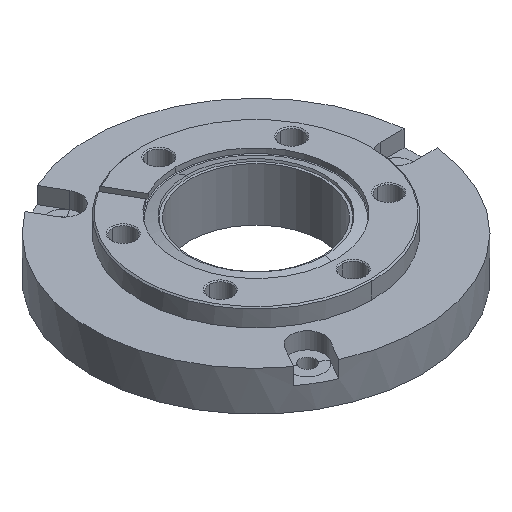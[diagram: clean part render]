
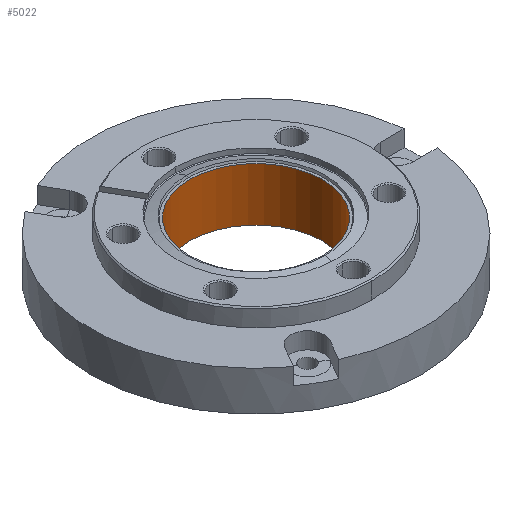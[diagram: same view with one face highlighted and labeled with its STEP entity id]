
A CAD part, isometric view. The second image highlights one B-rep face of the part: STEP entity #5022.
In plain terms, the highlighted cylindrical face has radius 20 mm (diameter 40 mm), a full revolution.
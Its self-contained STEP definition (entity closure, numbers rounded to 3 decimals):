
#4090 = PLANE('',#4091);
#4091 = AXIS2_PLACEMENT_3D('',#4092,#4093,#4094);
#4092 = CARTESIAN_POINT('',(0.,-20.732,16.1));
#4093 = DIRECTION('',(0.,0.,1.));
#4094 = DIRECTION('',(0.,-1.,0.));
#4665 = EDGE_CURVE('',#4666,#4666,#4668,.T.);
#4666 = VERTEX_POINT('',#4667);
#4667 = CARTESIAN_POINT('',(20.,0.,16.1));
#4668 = SURFACE_CURVE('',#4669,(#4674,#4685),.PCURVE_S1.);
#4669 = CIRCLE('',#4670,20.);
#4670 = AXIS2_PLACEMENT_3D('',#4671,#4672,#4673);
#4671 = CARTESIAN_POINT('',(0.,0.,16.1));
#4672 = DIRECTION('',(0.,0.,-1.));
#4673 = DIRECTION('',(1.,0.,0.));
#4674 = PCURVE('',#4090,#4675);
#4675 = DEFINITIONAL_REPRESENTATION('',(#4676),#4684);
#4676 = ( BOUNDED_CURVE() B_SPLINE_CURVE(2,(#4677,#4678,#4679,#4680,
#4681,#4682,#4683),.UNSPECIFIED.,.T.,.F.) B_SPLINE_CURVE_WITH_KNOTS((1,2
    ,2,2,2,1),(-2.094,0.,2.094,4.189,
6.283,8.378),.UNSPECIFIED.) CURVE() 
GEOMETRIC_REPRESENTATION_ITEM() RATIONAL_B_SPLINE_CURVE((1.,0.5,1.,0.5,
1.,0.5,1.)) REPRESENTATION_ITEM('') );
#4677 = CARTESIAN_POINT('',(-20.732,20.));
#4678 = CARTESIAN_POINT('',(13.909,20.));
#4679 = CARTESIAN_POINT('',(-3.411,-10.));
#4680 = CARTESIAN_POINT('',(-20.732,-40.));
#4681 = CARTESIAN_POINT('',(-38.052,-10.));
#4682 = CARTESIAN_POINT('',(-55.373,20.));
#4683 = CARTESIAN_POINT('',(-20.732,20.));
#4684 = ( GEOMETRIC_REPRESENTATION_CONTEXT(2) 
PARAMETRIC_REPRESENTATION_CONTEXT() REPRESENTATION_CONTEXT('2D SPACE',''
  ) );
#4685 = PCURVE('',#4686,#4691);
#4686 = CYLINDRICAL_SURFACE('',#4687,20.);
#4687 = AXIS2_PLACEMENT_3D('',#4688,#4689,#4690);
#4688 = CARTESIAN_POINT('',(0.,0.,-1.));
#4689 = DIRECTION('',(-0.,-0.,-1.));
#4690 = DIRECTION('',(1.,0.,0.));
#4691 = DEFINITIONAL_REPRESENTATION('',(#4692),#4696);
#4692 = LINE('',#4693,#4694);
#4693 = CARTESIAN_POINT('',(-6.283,-17.1));
#4694 = VECTOR('',#4695,1.);
#4695 = DIRECTION('',(1.,-0.));
#4696 = ( GEOMETRIC_REPRESENTATION_CONTEXT(2) 
PARAMETRIC_REPRESENTATION_CONTEXT() REPRESENTATION_CONTEXT('2D SPACE',''
  ) );
#5022 = ADVANCED_FACE('',(#5023),#4686,.F.);
#5023 = FACE_BOUND('',#5024,.T.);
#5024 = EDGE_LOOP('',(#5025,#5058,#5079,#5080));
#5025 = ORIENTED_EDGE('',*,*,#5026,.T.);
#5026 = EDGE_CURVE('',#5027,#5027,#5029,.T.);
#5027 = VERTEX_POINT('',#5028);
#5028 = CARTESIAN_POINT('',(20.,0.,0.));
#5029 = SURFACE_CURVE('',#5030,(#5035,#5042),.PCURVE_S1.);
#5030 = CIRCLE('',#5031,20.);
#5031 = AXIS2_PLACEMENT_3D('',#5032,#5033,#5034);
#5032 = CARTESIAN_POINT('',(0.,0.,0.));
#5033 = DIRECTION('',(0.,0.,-1.));
#5034 = DIRECTION('',(1.,0.,0.));
#5035 = PCURVE('',#4686,#5036);
#5036 = DEFINITIONAL_REPRESENTATION('',(#5037),#5041);
#5037 = LINE('',#5038,#5039);
#5038 = CARTESIAN_POINT('',(-6.283,-1.));
#5039 = VECTOR('',#5040,1.);
#5040 = DIRECTION('',(1.,-0.));
#5041 = ( GEOMETRIC_REPRESENTATION_CONTEXT(2) 
PARAMETRIC_REPRESENTATION_CONTEXT() REPRESENTATION_CONTEXT('2D SPACE',''
  ) );
#5042 = PCURVE('',#5043,#5048);
#5043 = PLANE('',#5044);
#5044 = AXIS2_PLACEMENT_3D('',#5045,#5046,#5047);
#5045 = CARTESIAN_POINT('',(0.,0.,0.));
#5046 = DIRECTION('',(0.,0.,1.));
#5047 = DIRECTION('',(1.,0.,0.));
#5048 = DEFINITIONAL_REPRESENTATION('',(#5049),#5057);
#5049 = ( BOUNDED_CURVE() B_SPLINE_CURVE(2,(#5050,#5051,#5052,#5053,
#5054,#5055,#5056),.UNSPECIFIED.,.T.,.F.) B_SPLINE_CURVE_WITH_KNOTS((1,2
    ,2,2,2,1),(-2.094,0.,2.094,4.189,
6.283,8.378),.UNSPECIFIED.) CURVE() 
GEOMETRIC_REPRESENTATION_ITEM() RATIONAL_B_SPLINE_CURVE((1.,0.5,1.,0.5,
1.,0.5,1.)) REPRESENTATION_ITEM('') );
#5050 = CARTESIAN_POINT('',(20.,0.));
#5051 = CARTESIAN_POINT('',(20.,-34.641));
#5052 = CARTESIAN_POINT('',(-10.,-17.321));
#5053 = CARTESIAN_POINT('',(-40.,0.));
#5054 = CARTESIAN_POINT('',(-10.,17.321));
#5055 = CARTESIAN_POINT('',(20.,34.641));
#5056 = CARTESIAN_POINT('',(20.,0.));
#5057 = ( GEOMETRIC_REPRESENTATION_CONTEXT(2) 
PARAMETRIC_REPRESENTATION_CONTEXT() REPRESENTATION_CONTEXT('2D SPACE',''
  ) );
#5058 = ORIENTED_EDGE('',*,*,#5059,.T.);
#5059 = EDGE_CURVE('',#5027,#4666,#5060,.T.);
#5060 = SEAM_CURVE('',#5061,(#5065,#5072),.PCURVE_S1.);
#5061 = LINE('',#5062,#5063);
#5062 = CARTESIAN_POINT('',(20.,0.,-1.));
#5063 = VECTOR('',#5064,1.);
#5064 = DIRECTION('',(0.,0.,1.));
#5065 = PCURVE('',#4686,#5066);
#5066 = DEFINITIONAL_REPRESENTATION('',(#5067),#5071);
#5067 = LINE('',#5068,#5069);
#5068 = CARTESIAN_POINT('',(-6.283,0.));
#5069 = VECTOR('',#5070,1.);
#5070 = DIRECTION('',(-0.,-1.));
#5071 = ( GEOMETRIC_REPRESENTATION_CONTEXT(2) 
PARAMETRIC_REPRESENTATION_CONTEXT() REPRESENTATION_CONTEXT('2D SPACE',''
  ) );
#5072 = PCURVE('',#4686,#5073);
#5073 = DEFINITIONAL_REPRESENTATION('',(#5074),#5078);
#5074 = LINE('',#5075,#5076);
#5075 = CARTESIAN_POINT('',(-0.,0.));
#5076 = VECTOR('',#5077,1.);
#5077 = DIRECTION('',(-0.,-1.));
#5078 = ( GEOMETRIC_REPRESENTATION_CONTEXT(2) 
PARAMETRIC_REPRESENTATION_CONTEXT() REPRESENTATION_CONTEXT('2D SPACE',''
  ) );
#5079 = ORIENTED_EDGE('',*,*,#4665,.F.);
#5080 = ORIENTED_EDGE('',*,*,#5059,.F.);
